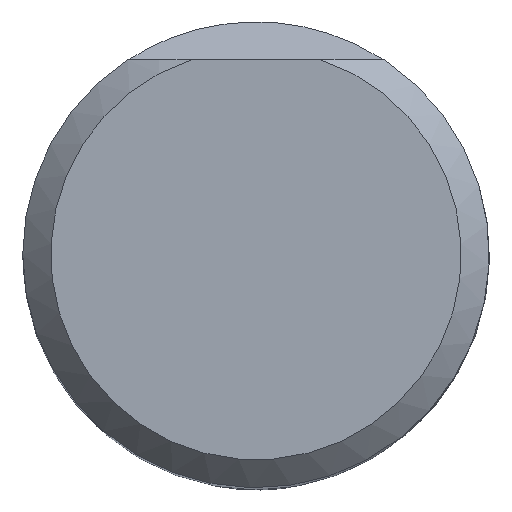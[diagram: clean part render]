
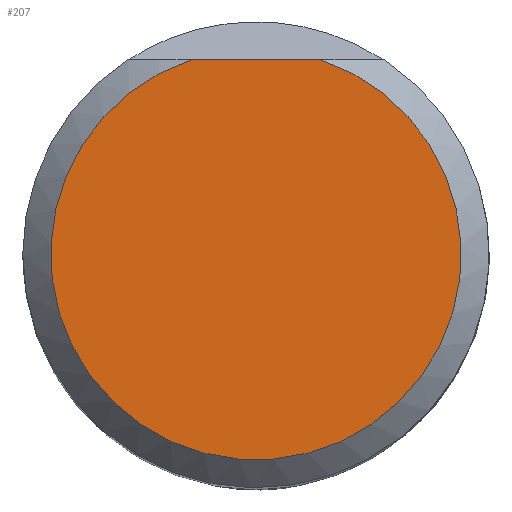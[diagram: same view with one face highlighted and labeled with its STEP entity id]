
A CAD part, top view. The second image highlights one B-rep face of the part: STEP entity #207.
In plain terms, the highlighted planar face has unit normal (0, 0, 1).
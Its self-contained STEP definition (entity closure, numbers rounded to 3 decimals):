
#105=LINE('',#840,#113);
#113=VECTOR('',#716,1.);
#207=ADVANCED_FACE('CU_SU3',(#228),#221,.F.);
#221=PLANE('',#596);
#228=FACE_OUTER_BOUND('',#278,.T.);
#278=EDGE_LOOP('',(#331,#332));
#331=ORIENTED_EDGE('',*,*,#417,.F.);
#332=ORIENTED_EDGE('',*,*,#418,.F.);
#384=VERTEX_POINT('',#841);
#385=VERTEX_POINT('',#842);
#417=EDGE_CURVE('',#384,#385,#105,.T.);
#418=EDGE_CURVE('',#385,#384,#454,.T.);
#454=CIRCLE('',#595,10.997);
#595=AXIS2_PLACEMENT_3D('',#843,#717,#718);
#596=AXIS2_PLACEMENT_3D('',#844,#719,#720);
#716=DIRECTION('',(1.,0.,0.));
#717=DIRECTION('',(0.,0.,-1.));
#718=DIRECTION('',(-1.,0.,0.));
#719=DIRECTION('',(0.,0.,-1.));
#720=DIRECTION('',(-1.,0.,0.));
#840=CARTESIAN_POINT('',(0.,10.435,0.));
#841=CARTESIAN_POINT('',(-3.47,10.435,0.));
#842=CARTESIAN_POINT('',(3.47,10.435,0.));
#843=CARTESIAN_POINT('',(0.,0.,0.));
#844=CARTESIAN_POINT('',(0.,0.,0.));
